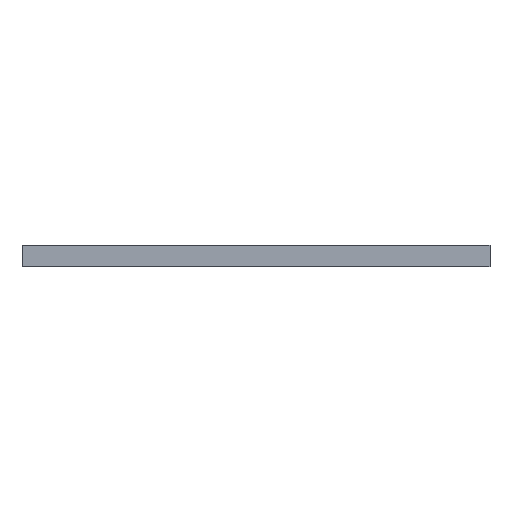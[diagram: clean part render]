
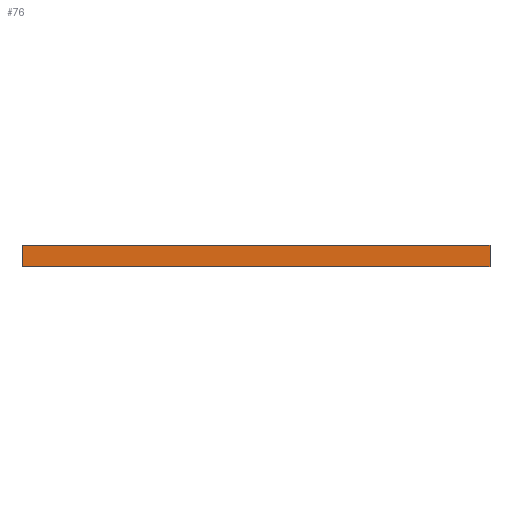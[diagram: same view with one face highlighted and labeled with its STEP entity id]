
A CAD part, left-side view. The second image highlights one B-rep face of the part: STEP entity #76.
In plain terms, the highlighted planar face has unit normal (-1, 0, 0).
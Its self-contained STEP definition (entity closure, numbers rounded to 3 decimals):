
#22 = EDGE_CURVE ( 'NONE', #1232, #882, #630, .T. ) ;
#51 = EDGE_LOOP ( 'NONE', ( #1443, #551, #1625, #971 ) ) ;
#53 = CARTESIAN_POINT ( 'NONE',  ( 0., -21.5, 2. ) ) ;
#76 = ADVANCED_FACE ( 'NONE', ( #190 ), #422, .F. ) ;
#82 = VECTOR ( 'NONE', #318, 1000. ) ;
#190 = FACE_OUTER_BOUND ( 'NONE', #51, .T. ) ;
#210 = VECTOR ( 'NONE', #313, 1000. ) ;
#268 = DIRECTION ( 'NONE',  ( 0., 0., -1. ) ) ;
#275 = VECTOR ( 'NONE', #268, 1000. ) ;
#313 = DIRECTION ( 'NONE',  ( 0., -1., 0. ) ) ;
#318 = DIRECTION ( 'NONE',  ( 0., -1., 0. ) ) ;
#380 = DIRECTION ( 'NONE',  ( 0., 1., 0. ) ) ;
#422 = PLANE ( 'NONE',  #525 ) ;
#435 = LINE ( 'NONE', #865, #82 ) ;
#525 = AXIS2_PLACEMENT_3D ( 'NONE', #1107, #963, #380 ) ;
#551 = ORIENTED_EDGE ( 'NONE', *, *, #22, .F. ) ;
#630 = LINE ( 'NONE', #937, #275 ) ;
#686 = EDGE_CURVE ( 'NONE', #1754, #1756, #1343, .T. ) ;
#734 = EDGE_CURVE ( 'NONE', #1754, #1232, #891, .T. ) ;
#846 = CARTESIAN_POINT ( 'NONE',  ( 0., 21.5, 2. ) ) ;
#865 = CARTESIAN_POINT ( 'NONE',  ( 0., -16.5, 0. ) ) ;
#882 = VERTEX_POINT ( 'NONE', #1311 ) ;
#891 = LINE ( 'NONE', #1137, #210 ) ;
#937 = CARTESIAN_POINT ( 'NONE',  ( 0., -21.5, 2. ) ) ;
#963 = DIRECTION ( 'NONE',  ( 1., 0., 0. ) ) ;
#971 = ORIENTED_EDGE ( 'NONE', *, *, #686, .T. ) ;
#978 = VECTOR ( 'NONE', #1116, 1000. ) ;
#1107 = CARTESIAN_POINT ( 'NONE',  ( 0., -16.5, 2. ) ) ;
#1116 = DIRECTION ( 'NONE',  ( 0., 0., -1. ) ) ;
#1137 = CARTESIAN_POINT ( 'NONE',  ( 0., 16.5, 2. ) ) ;
#1205 = EDGE_CURVE ( 'NONE', #1756, #882, #435, .T. ) ;
#1232 = VERTEX_POINT ( 'NONE', #53 ) ;
#1311 = CARTESIAN_POINT ( 'NONE',  ( 0., -21.5, 0. ) ) ;
#1316 = CARTESIAN_POINT ( 'NONE',  ( 0., 21.5, 2. ) ) ;
#1343 = LINE ( 'NONE', #846, #978 ) ;
#1443 = ORIENTED_EDGE ( 'NONE', *, *, #1205, .T. ) ;
#1451 = CARTESIAN_POINT ( 'NONE',  ( 0., 21.5, 0. ) ) ;
#1625 = ORIENTED_EDGE ( 'NONE', *, *, #734, .F. ) ;
#1754 = VERTEX_POINT ( 'NONE', #1316 ) ;
#1756 = VERTEX_POINT ( 'NONE', #1451 ) ;
